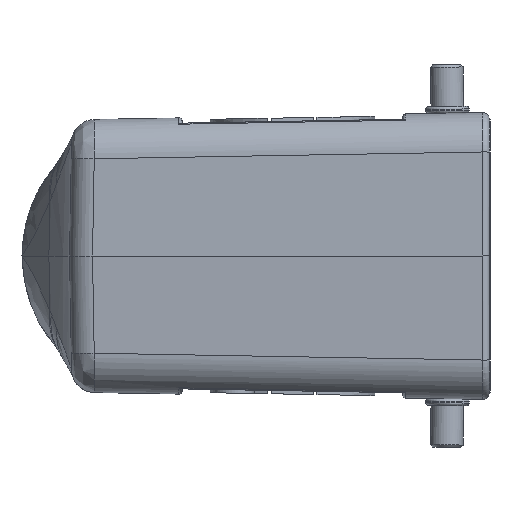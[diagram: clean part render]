
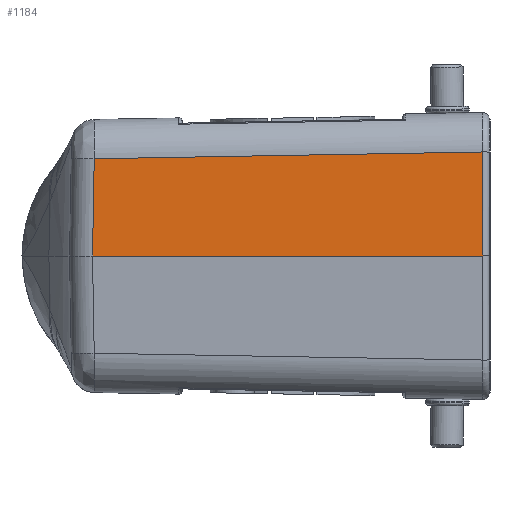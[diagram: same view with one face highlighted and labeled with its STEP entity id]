
A CAD part, left-side view. The second image highlights one B-rep face of the part: STEP entity #1184.
In plain terms, the highlighted planar face has unit normal (-1, 0.018, 0.017).
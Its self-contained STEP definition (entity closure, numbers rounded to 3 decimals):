
#626=PLANE('',#9346);
#1184=ADVANCED_FACE('',(#1756),#626,.F.);
#1756=FACE_OUTER_BOUND('',#2360,.T.);
#2360=EDGE_LOOP('',(#6356,#6357,#6358,#6359));
#3277=LINE('',#15713,#3990);
#3313=LINE('',#16930,#4026);
#3315=LINE('',#16933,#4028);
#3316=LINE('',#16935,#4029);
#3990=VECTOR('',#11384,1.);
#4026=VECTOR('',#11526,1.);
#4028=VECTOR('',#11530,1.);
#4029=VECTOR('',#11531,1.);
#6356=ORIENTED_EDGE('',*,*,#8281,.F.);
#6357=ORIENTED_EDGE('',*,*,#8389,.F.);
#6358=ORIENTED_EDGE('',*,*,#8391,.F.);
#6359=ORIENTED_EDGE('',*,*,#8392,.T.);
#7145=VERTEX_POINT('',#15712);
#7146=VERTEX_POINT('',#15714);
#7201=VERTEX_POINT('',#16928);
#7203=VERTEX_POINT('',#16934);
#8281=EDGE_CURVE('',#7145,#7146,#3277,.T.);
#8389=EDGE_CURVE('',#7201,#7145,#3313,.T.);
#8391=EDGE_CURVE('',#7203,#7201,#3315,.T.);
#8392=EDGE_CURVE('',#7203,#7146,#3316,.T.);
#9346=AXIS2_PLACEMENT_3D('',#16936,#11532,#11533);
#11384=DIRECTION('',(-0.017,-1.,0.017));
#11526=DIRECTION('',(0.017,-0.017,1.));
#11530=DIRECTION('',(0.017,1.,0.));
#11531=DIRECTION('',(0.017,0.,1.));
#11532=DIRECTION('',(1.,-0.017,-0.017));
#11533=DIRECTION('',(0.017,0.,1.));
#15712=CARTESIAN_POINT('',(-45.462,129.207,14.572));
#15713=CARTESIAN_POINT('',(-45.442,130.372,14.552));
#15714=CARTESIAN_POINT('',(-46.46,71.017,15.588));
#16928=CARTESIAN_POINT('',(-45.712,129.461,0.));
#16930=CARTESIAN_POINT('',(-45.57,129.317,8.284));
#16933=CARTESIAN_POINT('',(-46.732,71.017,0.));
#16934=CARTESIAN_POINT('',(-46.732,71.017,0.));
#16935=CARTESIAN_POINT('',(-46.455,71.017,15.9));
#16936=CARTESIAN_POINT('',(-46.086,100.24,7.785));
